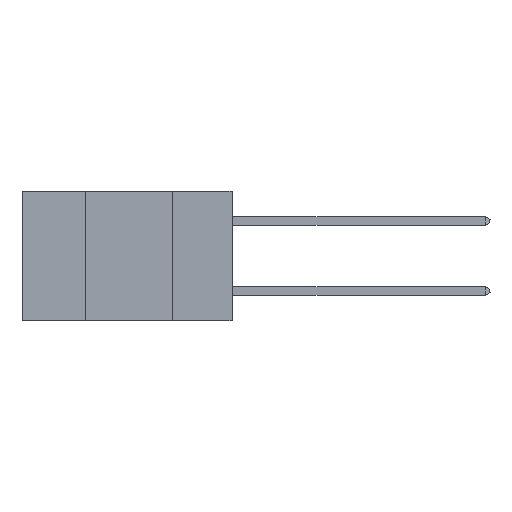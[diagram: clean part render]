
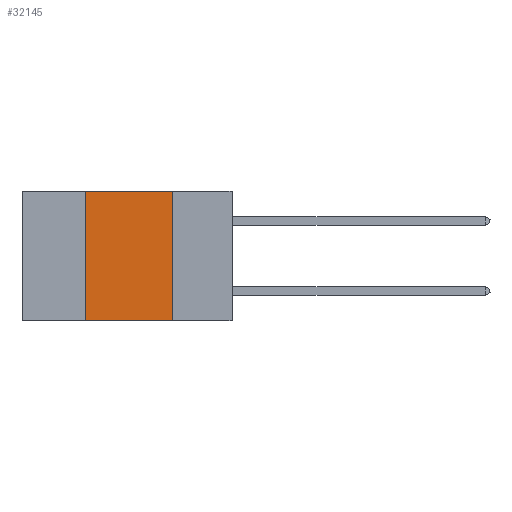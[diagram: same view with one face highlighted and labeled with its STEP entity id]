
A CAD part, left-side view. The second image highlights one B-rep face of the part: STEP entity #32145.
In plain terms, the highlighted planar face has unit normal (-1, 0, 0).
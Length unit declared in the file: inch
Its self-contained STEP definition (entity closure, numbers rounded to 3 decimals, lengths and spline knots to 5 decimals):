
#1080 = LINE ( 'NONE', #22905, #12960 ) ;
#1217 = CARTESIAN_POINT ( 'NONE',  ( 0., 0.42, 0. ) ) ;
#1853 = CARTESIAN_POINT ( 'NONE',  ( 0., 0.6, 0. ) ) ;
#2183 = DIRECTION ( 'NONE',  ( 0., -1., 0. ) ) ;
#5043 = CARTESIAN_POINT ( 'NONE',  ( 0., 0.6, -0.37 ) ) ;
#6626 = ORIENTED_EDGE ( 'NONE', *, *, #30624, .F. ) ;
#7027 = VERTEX_POINT ( 'NONE', #1217 ) ;
#8880 = VECTOR ( 'NONE', #20266, 39.37008 ) ;
#10041 = CARTESIAN_POINT ( 'NONE',  ( 0., 0.42, -0.37 ) ) ;
#10403 = AXIS2_PLACEMENT_3D ( 'NONE', #17382, #30256, #19793 ) ;
#10775 = LINE ( 'NONE', #26863, #23853 ) ;
#11985 = PLANE ( 'NONE',  #10403 ) ;
#12178 = FACE_OUTER_BOUND ( 'NONE', #16662, .T. ) ;
#12960 = VECTOR ( 'NONE', #30676, 39.37008 ) ;
#14186 = DIRECTION ( 'NONE',  ( 0., 0., 1. ) ) ;
#14660 = ORIENTED_EDGE ( 'NONE', *, *, #32645, .F. ) ;
#16662 = EDGE_LOOP ( 'NONE', ( #14660, #22362, #6626, #28393 ) ) ;
#17382 = CARTESIAN_POINT ( 'NONE',  ( 0., 0.6, 0. ) ) ;
#19793 = DIRECTION ( 'NONE',  ( 0., 0., -1. ) ) ;
#20266 = DIRECTION ( 'NONE',  ( 0., -1., 0. ) ) ;
#20578 = LINE ( 'NONE', #1853, #24678 ) ;
#21860 = CARTESIAN_POINT ( 'NONE',  ( 0., 0.17, -0.37 ) ) ;
#22362 = ORIENTED_EDGE ( 'NONE', *, *, #30446, .F. ) ;
#22905 = CARTESIAN_POINT ( 'NONE',  ( 0., 0.17, 0. ) ) ;
#23853 = VECTOR ( 'NONE', #14186, 39.37008 ) ;
#24678 = VECTOR ( 'NONE', #2183, 39.37008 ) ;
#26863 = CARTESIAN_POINT ( 'NONE',  ( 0., 0.42, 0. ) ) ;
#28393 = ORIENTED_EDGE ( 'NONE', *, *, #28457, .T. ) ;
#28457 = EDGE_CURVE ( 'NONE', #30946, #33143, #31327, .T. ) ;
#29660 = CARTESIAN_POINT ( 'NONE',  ( 0., 0.17, 0. ) ) ;
#30256 = DIRECTION ( 'NONE',  ( 1., 0., 0. ) ) ;
#30446 = EDGE_CURVE ( 'NONE', #7027, #32728, #20578, .T. ) ;
#30624 = EDGE_CURVE ( 'NONE', #30946, #7027, #10775, .T. ) ;
#30676 = DIRECTION ( 'NONE',  ( 0., 0., -1. ) ) ;
#30946 = VERTEX_POINT ( 'NONE', #10041 ) ;
#31327 = LINE ( 'NONE', #5043, #8880 ) ;
#32145 = ADVANCED_FACE ( 'NONE', ( #12178 ), #11985, .F. ) ;
#32645 = EDGE_CURVE ( 'NONE', #32728, #33143, #1080, .T. ) ;
#32728 = VERTEX_POINT ( 'NONE', #29660 ) ;
#33143 = VERTEX_POINT ( 'NONE', #21860 ) ;
